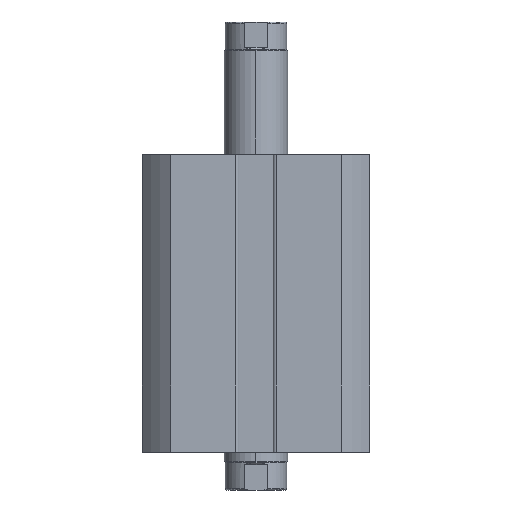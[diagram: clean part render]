
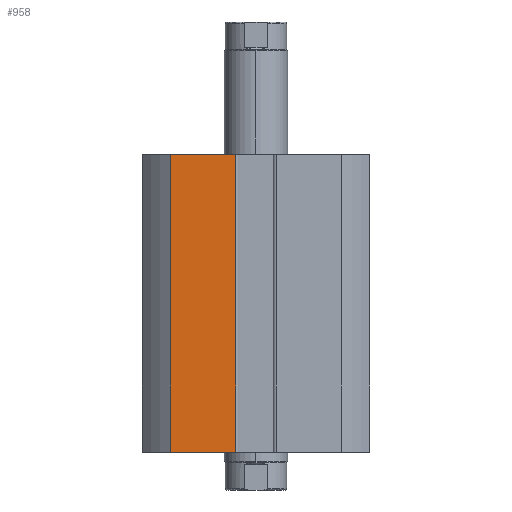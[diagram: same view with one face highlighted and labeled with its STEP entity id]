
A CAD part, front view. The second image highlights one B-rep face of the part: STEP entity #958.
In plain terms, the highlighted planar face has unit normal (0, -1, 0).
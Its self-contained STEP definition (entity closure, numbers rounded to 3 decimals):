
#358 = EDGE_CURVE ( 'NONE', #2418, #2417, #3170, .T. ) ;
#422 = EDGE_CURVE ( 'NONE', #2358, #2359, #3265, .T. ) ;
#436 = EDGE_CURVE ( 'NONE', #2359, #2417, #3288, .T. ) ;
#440 = EDGE_CURVE ( 'NONE', #2358, #2418, #3305, .T. ) ;
#768 = EDGE_LOOP ( 'NONE', ( #2318, #2317, #2316, #2315 ) ) ;
#798 = DIRECTION ( 'NONE',  ( 1., 0., 0. ) ) ;
#803 = CARTESIAN_POINT ( 'NONE',  ( -18., -18., 47. ) ) ;
#958 = ADVANCED_FACE ( 'NONE', ( #3479 ), #5071, .F. ) ;
#1394 = AXIS2_PLACEMENT_3D ( 'NONE', #5117, #4492, #4562 ) ;
#1789 = DIRECTION ( 'NONE',  ( 1., 0., 0. ) ) ;
#1795 = CARTESIAN_POINT ( 'NONE',  ( -18., -18., 0. ) ) ;
#1848 = DIRECTION ( 'NONE',  ( 0., 0., 1. ) ) ;
#1859 = CARTESIAN_POINT ( 'NONE',  ( -13.5, -18., 0. ) ) ;
#1860 = DIRECTION ( 'NONE',  ( 0., 0., 1. ) ) ;
#1861 = CARTESIAN_POINT ( 'NONE',  ( -3.2, -18., 47. ) ) ;
#2315 = ORIENTED_EDGE ( 'NONE', *, *, #358, .F. ) ;
#2316 = ORIENTED_EDGE ( 'NONE', *, *, #436, .T. ) ;
#2317 = ORIENTED_EDGE ( 'NONE', *, *, #422, .T. ) ;
#2318 = ORIENTED_EDGE ( 'NONE', *, *, #440, .F. ) ;
#2358 = VERTEX_POINT ( 'NONE', #5743 ) ;
#2359 = VERTEX_POINT ( 'NONE', #5742 ) ;
#2417 = VERTEX_POINT ( 'NONE', #2786 ) ;
#2418 = VERTEX_POINT ( 'NONE', #2785 ) ;
#2785 = CARTESIAN_POINT ( 'NONE',  ( -13.5, -18., 47. ) ) ;
#2786 = CARTESIAN_POINT ( 'NONE',  ( -3.2, -18., 47. ) ) ;
#3170 = LINE ( 'NONE', #803, #3171 ) ;
#3171 = VECTOR ( 'NONE', #798, 1000. ) ;
#3265 = LINE ( 'NONE', #1795, #3269 ) ;
#3269 = VECTOR ( 'NONE', #1789, 1000. ) ;
#3288 = LINE ( 'NONE', #1861, #3292 ) ;
#3292 = VECTOR ( 'NONE', #1860, 1000. ) ;
#3301 = VECTOR ( 'NONE', #1848, 1000. ) ;
#3305 = LINE ( 'NONE', #1859, #3301 ) ;
#3479 = FACE_OUTER_BOUND ( 'NONE', #768, .T. ) ;
#4492 = DIRECTION ( 'NONE',  ( 0., 1., 0. ) ) ;
#4562 = DIRECTION ( 'NONE',  ( 0., 0., 1. ) ) ;
#5071 = PLANE ( 'NONE',  #1394 ) ;
#5117 = CARTESIAN_POINT ( 'NONE',  ( -18., -18., 47. ) ) ;
#5742 = CARTESIAN_POINT ( 'NONE',  ( -3.2, -18., 0. ) ) ;
#5743 = CARTESIAN_POINT ( 'NONE',  ( -13.5, -18., 0. ) ) ;
